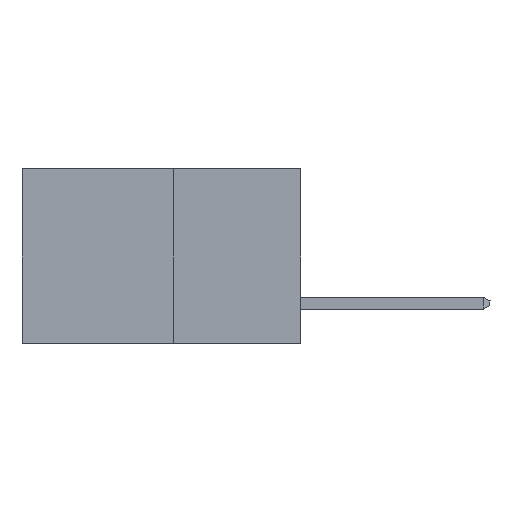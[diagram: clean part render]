
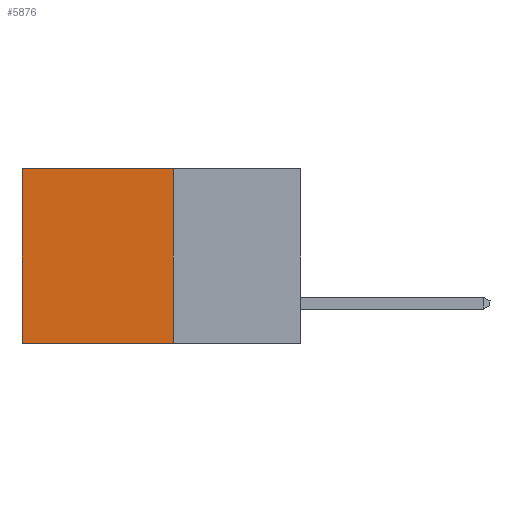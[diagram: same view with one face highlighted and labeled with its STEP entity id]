
A CAD part, left-side view. The second image highlights one B-rep face of the part: STEP entity #5876.
In plain terms, the highlighted planar face has unit normal (-1, 0, 0).
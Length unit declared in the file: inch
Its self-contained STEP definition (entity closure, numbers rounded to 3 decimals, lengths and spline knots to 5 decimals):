
#200 = VERTEX_POINT ( 'NONE', #11716 ) ;
#221 = ORIENTED_EDGE ( 'NONE', *, *, #14853, .T. ) ;
#808 = VERTEX_POINT ( 'NONE', #7437 ) ;
#834 = CARTESIAN_POINT ( 'NONE',  ( 0.277, 0.59, -0.37 ) ) ;
#936 = VECTOR ( 'NONE', #10160, 39.37008 ) ;
#1338 = VERTEX_POINT ( 'NONE', #14640 ) ;
#2453 = DIRECTION ( 'NONE',  ( 0., 1., 0. ) ) ;
#3073 = DIRECTION ( 'NONE',  ( 0., 0., -1. ) ) ;
#3089 = DIRECTION ( 'NONE',  ( 1., 0., 0. ) ) ;
#3160 = VECTOR ( 'NONE', #2453, 39.37008 ) ;
#3172 = CARTESIAN_POINT ( 'NONE',  ( 0.277, 0.27, -0.37 ) ) ;
#3335 = PLANE ( 'NONE',  #10658 ) ;
#5662 = EDGE_LOOP ( 'NONE', ( #221, #15362, #17129, #12786 ) ) ;
#5876 = ADVANCED_FACE ( 'NONE', ( #9288 ), #3335, .F. ) ;
#6857 = VECTOR ( 'NONE', #6893, 39.37008 ) ;
#6893 = DIRECTION ( 'NONE',  ( 0., 0., -1. ) ) ;
#7048 = EDGE_CURVE ( 'NONE', #11606, #808, #14440, .T. ) ;
#7437 = CARTESIAN_POINT ( 'NONE',  ( 0.277, 0.59, -0.37 ) ) ;
#9288 = FACE_OUTER_BOUND ( 'NONE', #5662, .T. ) ;
#9684 = DIRECTION ( 'NONE',  ( 0., 0., -1. ) ) ;
#10160 = DIRECTION ( 'NONE',  ( 0., 1., 0. ) ) ;
#10382 = LINE ( 'NONE', #834, #13817 ) ;
#10658 = AXIS2_PLACEMENT_3D ( 'NONE', #3172, #3089, #3073 ) ;
#10874 = EDGE_CURVE ( 'NONE', #1338, #200, #16599, .T. ) ;
#11298 = CARTESIAN_POINT ( 'NONE',  ( 0.277, 0.27, -0.37 ) ) ;
#11606 = VERTEX_POINT ( 'NONE', #14944 ) ;
#11716 = CARTESIAN_POINT ( 'NONE',  ( 0.277, 0.59, 0. ) ) ;
#12786 = ORIENTED_EDGE ( 'NONE', *, *, #10874, .T. ) ;
#13817 = VECTOR ( 'NONE', #9684, 39.37008 ) ;
#14440 = LINE ( 'NONE', #11298, #3160 ) ;
#14640 = CARTESIAN_POINT ( 'NONE',  ( 0.277, 0.27, 0. ) ) ;
#14853 = EDGE_CURVE ( 'NONE', #200, #808, #10382, .T. ) ;
#14944 = CARTESIAN_POINT ( 'NONE',  ( 0.277, 0.27, -0.37 ) ) ;
#15362 = ORIENTED_EDGE ( 'NONE', *, *, #7048, .F. ) ;
#16599 = LINE ( 'NONE', #17482, #936 ) ;
#16940 = EDGE_CURVE ( 'NONE', #1338, #11606, #18562, .T. ) ;
#17129 = ORIENTED_EDGE ( 'NONE', *, *, #16940, .F. ) ;
#17482 = CARTESIAN_POINT ( 'NONE',  ( 0.277, 0.27, 0. ) ) ;
#18562 = LINE ( 'NONE', #18636, #6857 ) ;
#18636 = CARTESIAN_POINT ( 'NONE',  ( 0.277, 0.27, -0.37 ) ) ;
